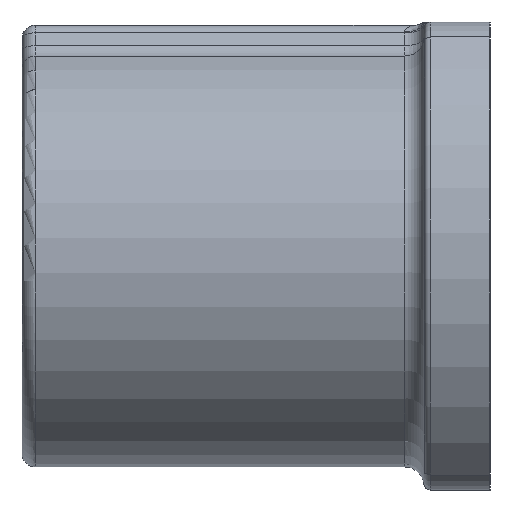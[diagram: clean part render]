
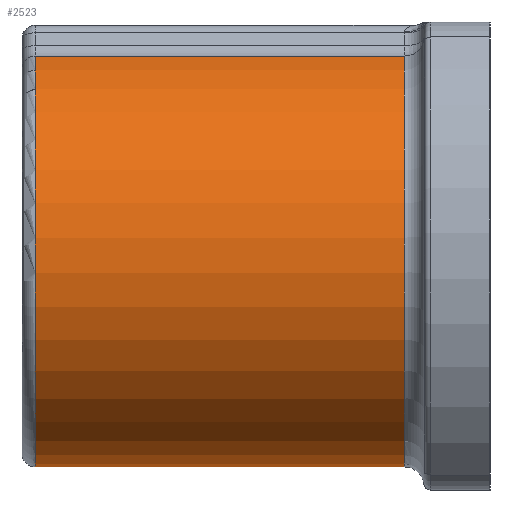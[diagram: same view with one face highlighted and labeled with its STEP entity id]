
A CAD part, left-side view. The second image highlights one B-rep face of the part: STEP entity #2523.
In plain terms, the highlighted cylindrical face has radius 32 mm (diameter 64 mm), a partial arc.
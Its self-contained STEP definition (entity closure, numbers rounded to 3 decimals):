
#21 = CYLINDRICAL_SURFACE ( 'NONE', #1103, 32. ) ;
#122 = AXIS2_PLACEMENT_3D ( 'NONE', #2075, #866, #1906 ) ;
#144 = LINE ( 'NONE', #705, #1568 ) ;
#180 = VERTEX_POINT ( 'NONE', #1982 ) ;
#223 = DIRECTION ( 'NONE',  ( 0., 1., 0. ) ) ;
#275 = ORIENTED_EDGE ( 'NONE', *, *, #1893, .T. ) ;
#355 = DIRECTION ( 'NONE',  ( 0., 1., 0. ) ) ;
#597 = FACE_OUTER_BOUND ( 'NONE', #2425, .T. ) ;
#615 = CARTESIAN_POINT ( 'NONE',  ( 0., 3., 0. ) ) ;
#645 = EDGE_CURVE ( 'NONE', #1127, #930, #2131, .T. ) ;
#705 = CARTESIAN_POINT ( 'NONE',  ( -10.205, 61., 30.329 ) ) ;
#844 = CARTESIAN_POINT ( 'NONE',  ( 0., 61., -32. ) ) ;
#864 = DIRECTION ( 'NONE',  ( 0., -1., 0. ) ) ;
#866 = DIRECTION ( 'NONE',  ( 0., -1., 0. ) ) ;
#868 = ORIENTED_EDGE ( 'NONE', *, *, #645, .T. ) ;
#926 = CARTESIAN_POINT ( 'NONE',  ( 0., 3., -32. ) ) ;
#930 = VERTEX_POINT ( 'NONE', #2122 ) ;
#937 = VECTOR ( 'NONE', #864, 1000. ) ;
#964 = DIRECTION ( 'NONE',  ( 0., 0., -1. ) ) ;
#1101 = EDGE_CURVE ( 'NONE', #180, #1984, #1369, .T. ) ;
#1103 = AXIS2_PLACEMENT_3D ( 'NONE', #2267, #1473, #1301 ) ;
#1116 = EDGE_CURVE ( 'NONE', #930, #180, #144, .T. ) ;
#1119 = CARTESIAN_POINT ( 'NONE',  ( 0., 59., -32. ) ) ;
#1127 = VERTEX_POINT ( 'NONE', #926 ) ;
#1189 = ORIENTED_EDGE ( 'NONE', *, *, #1116, .T. ) ;
#1301 = DIRECTION ( 'NONE',  ( 0., 0., -1. ) ) ;
#1369 = CIRCLE ( 'NONE', #122, 32. ) ;
#1424 = ORIENTED_EDGE ( 'NONE', *, *, #1101, .T. ) ;
#1473 = DIRECTION ( 'NONE',  ( 0., -1., 0. ) ) ;
#1568 = VECTOR ( 'NONE', #355, 1000. ) ;
#1893 = EDGE_CURVE ( 'NONE', #1984, #1127, #2566, .T. ) ;
#1906 = DIRECTION ( 'NONE',  ( 0., 0., 1. ) ) ;
#1982 = CARTESIAN_POINT ( 'NONE',  ( -10.205, 59., 30.329 ) ) ;
#1984 = VERTEX_POINT ( 'NONE', #1119 ) ;
#2075 = CARTESIAN_POINT ( 'NONE',  ( 0., 59., 0. ) ) ;
#2122 = CARTESIAN_POINT ( 'NONE',  ( -10.205, 3., 30.329 ) ) ;
#2131 = CIRCLE ( 'NONE', #2145, 32. ) ;
#2145 = AXIS2_PLACEMENT_3D ( 'NONE', #615, #223, #964 ) ;
#2267 = CARTESIAN_POINT ( 'NONE',  ( 0., 61., 0. ) ) ;
#2425 = EDGE_LOOP ( 'NONE', ( #1424, #275, #868, #1189 ) ) ;
#2523 = ADVANCED_FACE ( 'NONE', ( #597 ), #21, .T. ) ;
#2566 = LINE ( 'NONE', #844, #937 ) ;
